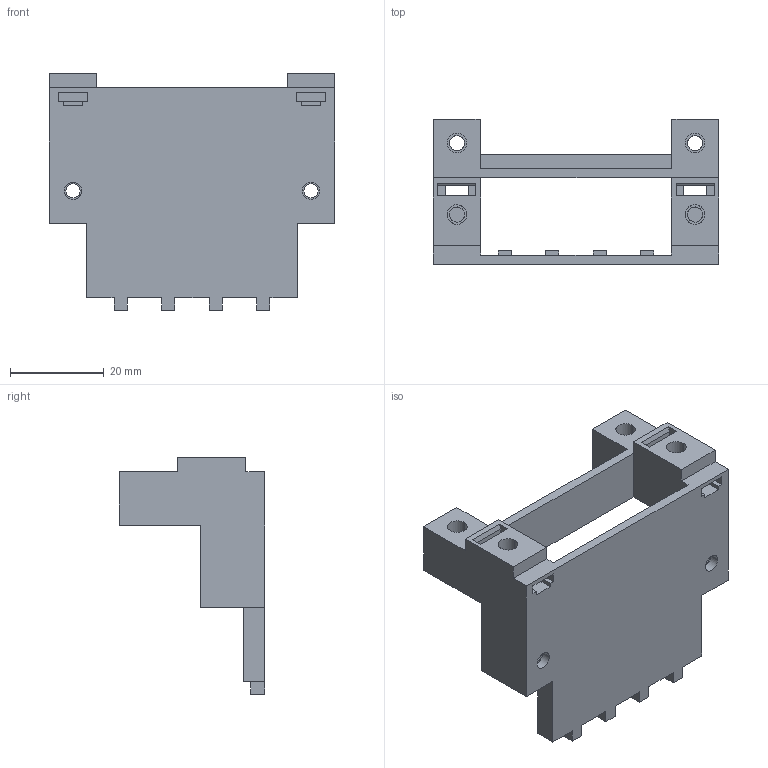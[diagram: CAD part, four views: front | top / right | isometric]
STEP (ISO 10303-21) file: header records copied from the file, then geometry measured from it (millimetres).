
FILE_DESCRIPTION(('CATIA V5 STEP Exchange','CAx-IF Rec.Pracs.--- Model Styling and Organization---1.4--- 2014-01-23'),'2;1');
FILE_NAME ('1384749-1_0_2838030000_2838030000.stp','2022-09-29T12:41:14+00:00',('none'),('Weidmueller'),'CATIA Version 5-6 Release 2016 SP3 HF44','CATIA V5 STEP AP214','none');
FILE_SCHEMA(('AUTOMOTIVE_DESIGN { 1 0 10303 214 1 1 1 1 }'));
Length unit declared in the file: millimetre
Products named in the file (1): 2838030000
Bounding box: 60.96 x 31 x 50.5 mm (x, y, z)
Volume: 16278.4 mm3; surface area: 12934.2 mm2
Topology: 5 solids, 5 shells, 186 faces, 531 edges, 357 vertices
Faces by surface type: plane 156, cylinder 30
Entity records: 6514 total; most frequent: CARTESIAN_POINT 1428, ORIENTED_EDGE 1062, DIRECTION 871, EDGE_CURVE 531, VECTOR 448, LINE 448, VERTEX_POINT 357, AXIS2_PLACEMENT_3D 238
